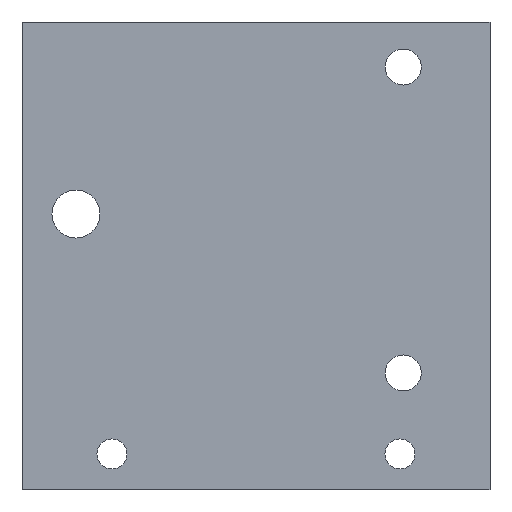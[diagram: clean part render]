
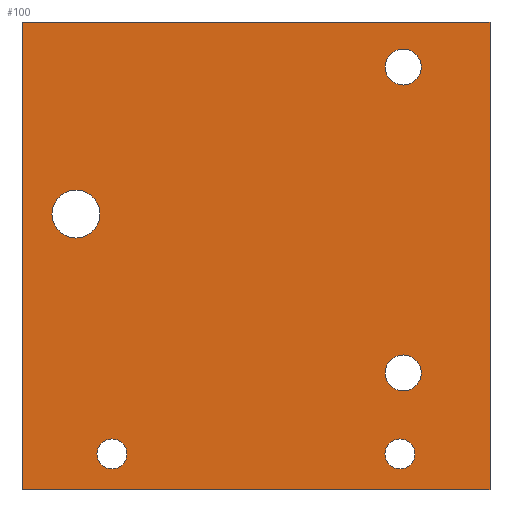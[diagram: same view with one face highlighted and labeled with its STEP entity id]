
A CAD part, front view. The second image highlights one B-rep face of the part: STEP entity #100.
In plain terms, the highlighted planar face has unit normal (0, -1, 0).
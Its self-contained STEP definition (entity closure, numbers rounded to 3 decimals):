
#100=ADVANCED_FACE('',(#131,#132,#133,#134,#135,#136),#137,.T.);
#131=FACE_BOUND('',#187,.T.);
#132=FACE_BOUND('',#188,.T.);
#133=FACE_BOUND('',#189,.T.);
#134=FACE_BOUND('',#190,.T.);
#135=FACE_BOUND('',#191,.T.);
#136=FACE_OUTER_BOUND('',#192,.T.);
#137=PLANE('',#193);
#187=EDGE_LOOP('',(#282));
#188=EDGE_LOOP('',(#283));
#189=EDGE_LOOP('',(#284));
#190=EDGE_LOOP('',(#285));
#191=EDGE_LOOP('',(#286));
#192=EDGE_LOOP('',(#287,#288,#289,#290));
#193=AXIS2_PLACEMENT_3D('',#291,#292,#293);
#282=ORIENTED_EDGE('',*,*,#398,.T.);
#283=ORIENTED_EDGE('',*,*,#399,.T.);
#284=ORIENTED_EDGE('',*,*,#400,.T.);
#285=ORIENTED_EDGE('',*,*,#401,.T.);
#286=ORIENTED_EDGE('',*,*,#378,.T.);
#287=ORIENTED_EDGE('',*,*,#402,.F.);
#288=ORIENTED_EDGE('',*,*,#396,.F.);
#289=ORIENTED_EDGE('',*,*,#403,.T.);
#290=ORIENTED_EDGE('',*,*,#404,.T.);
#291=CARTESIAN_POINT('',(39.,0.0,0.0));
#292=DIRECTION('',(0.0,-1.0,0.0));
#293=DIRECTION('',(1.0,0.0,0.0));
#378=EDGE_CURVE('',#429,#429,#430,.F.);
#396=EDGE_CURVE('',#459,#461,#462,.T.);
#398=EDGE_CURVE('',#464,#464,#465,.F.);
#399=EDGE_CURVE('',#466,#466,#467,.F.);
#400=EDGE_CURVE('',#468,#468,#469,.F.);
#401=EDGE_CURVE('',#470,#470,#471,.F.);
#402=EDGE_CURVE('',#461,#472,#473,.T.);
#403=EDGE_CURVE('',#459,#474,#475,.T.);
#404=EDGE_CURVE('',#474,#472,#476,.T.);
#429=VERTEX_POINT('',#512);
#430=CIRCLE('',#513,2.5);
#459=VERTEX_POINT('',#555);
#461=VERTEX_POINT('',#558);
#462=LINE('',#559,#560);
#464=VERTEX_POINT('',#563);
#465=CIRCLE('',#564,3.0);
#466=VERTEX_POINT('',#565);
#467=CIRCLE('',#566,3.0);
#468=VERTEX_POINT('',#567);
#469=CIRCLE('',#568,4.0);
#470=VERTEX_POINT('',#569);
#471=CIRCLE('',#570,2.5);
#472=VERTEX_POINT('',#571);
#473=LINE('',#572,#573);
#474=VERTEX_POINT('',#574);
#475=LINE('',#575,#576);
#476=LINE('',#577,#578);
#512=CARTESIAN_POINT('',(15.0,0.0,3.5));
#513=AXIS2_PLACEMENT_3D('',#616,#617,#618);
#555=CARTESIAN_POINT('',(0.,0.0,0.0));
#558=CARTESIAN_POINT('',(0.,0.0,78.0));
#559=CARTESIAN_POINT('',(0.,0.0,0.0));
#560=VECTOR('',#642,1.0);
#563=CARTESIAN_POINT('',(63.538,0.0,67.5));
#564=AXIS2_PLACEMENT_3D('',#644,#645,#646);
#565=CARTESIAN_POINT('',(63.538,0.0,16.5));
#566=AXIS2_PLACEMENT_3D('',#647,#648,#649);
#567=CARTESIAN_POINT('',(9.0,0.0,42.0));
#568=AXIS2_PLACEMENT_3D('',#650,#651,#652);
#569=CARTESIAN_POINT('',(63.0,0.0,3.5));
#570=AXIS2_PLACEMENT_3D('',#653,#654,#655);
#571=CARTESIAN_POINT('',(78.,0.0,78.0));
#572=CARTESIAN_POINT('',(39.,0.0,78.0));
#573=VECTOR('',#656,1.0);
#574=CARTESIAN_POINT('',(78.,0.0,0.0));
#575=CARTESIAN_POINT('',(39.,0.0,0.0));
#576=VECTOR('',#657,1.0);
#577=CARTESIAN_POINT('',(78.,0.0,0.0));
#578=VECTOR('',#658,1.0);
#616=CARTESIAN_POINT('',(15.0,0.0,6.0));
#617=DIRECTION('',(0.0,-1.0,0.0));
#618=DIRECTION('',(0.0,0.0,-1.0));
#642=DIRECTION('',(0.0,0.0,1.0));
#644=CARTESIAN_POINT('',(63.538,0.0,70.5));
#645=DIRECTION('',(0.0,-1.0,0.0));
#646=DIRECTION('',(0.0,0.0,-1.0));
#647=CARTESIAN_POINT('',(63.538,0.0,19.5));
#648=DIRECTION('',(0.0,-1.0,0.0));
#649=DIRECTION('',(0.0,0.0,-1.0));
#650=CARTESIAN_POINT('',(9.0,0.0,46.0));
#651=DIRECTION('',(0.0,-1.0,0.0));
#652=DIRECTION('',(0.0,0.0,-1.0));
#653=CARTESIAN_POINT('',(63.0,0.0,6.0));
#654=DIRECTION('',(0.0,-1.0,0.0));
#655=DIRECTION('',(0.0,0.0,-1.0));
#656=DIRECTION('',(1.0,0.0,0.0));
#657=DIRECTION('',(1.0,0.0,0.0));
#658=DIRECTION('',(0.0,0.0,1.0));
